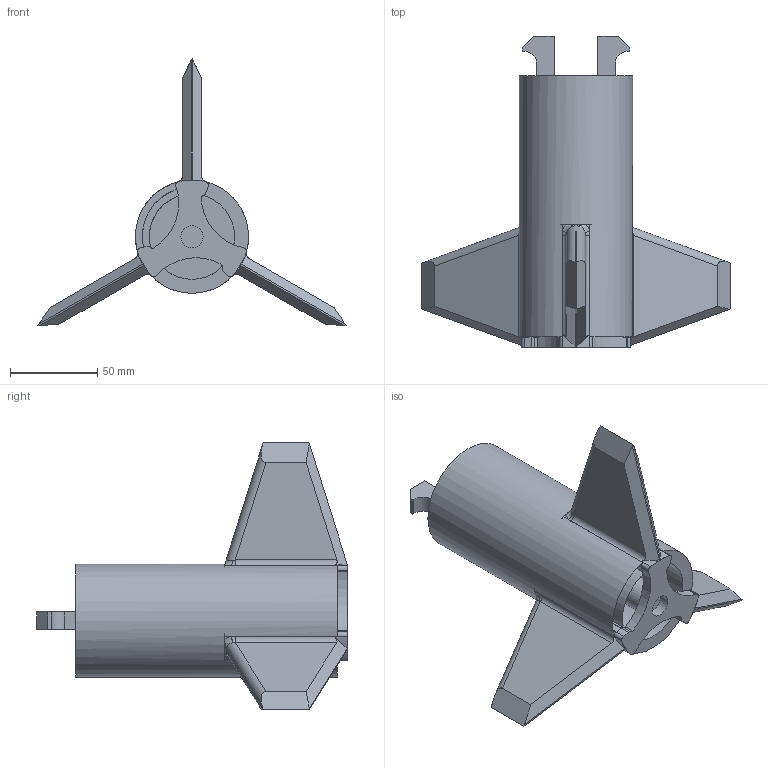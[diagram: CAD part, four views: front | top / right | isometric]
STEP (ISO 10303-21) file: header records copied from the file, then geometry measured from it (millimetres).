
FILE_DESCRIPTION(/* description */ (''),/* implementation_level */ '2;1');
FILE_NAME(/* name */ 'Tmp v3.step',/* time_stamp */ '2023-09-28T22:46:07-04:00',/* author */ (''),/* organization */ (''),/* preprocessor_version */ 'ST-DEVELOPER v20',/* originating_system */ 'Autodesk Translation Framework v12.14.0.127',/* authorisation */ '');
FILE_SCHEMA (('AUTOMOTIVE_DESIGN { 1 0 10303 214 3 1 1 }'));
Length unit declared in the file: millimetre
Products named in the file (4): Tmp; LowerBodyC; DownHolderC; Estes_C6-5_Motor
Assembly tree (3 placements, depth 2):
  Tmp
    LowerBodyC
    DownHolderC
    Estes_C6-5_Motor
Bounding box: 177.54 x 178.5 x 153.75 mm (x, y, z)
Volume: 312769.7 mm3; surface area: 103070.7 mm2
Topology: 3 solids, 3 shells, 176 faces, 492 edges, 324 vertices
Faces by surface type: cylinder 81, plane 81, bspline 12, torus 2
Full cylindrical faces by diameter (mm): 9 x1, 12.7 x1, 17.7 x1, 18 x1, 57 x1, 65 x1
Entity records: 6207 total; most frequent: CARTESIAN_POINT 1518, ORIENTED_EDGE 984, DIRECTION 979, EDGE_CURVE 492, AXIS2_PLACEMENT_3D 360, VERTEX_POINT 324, LINE 259, VECTOR 259
